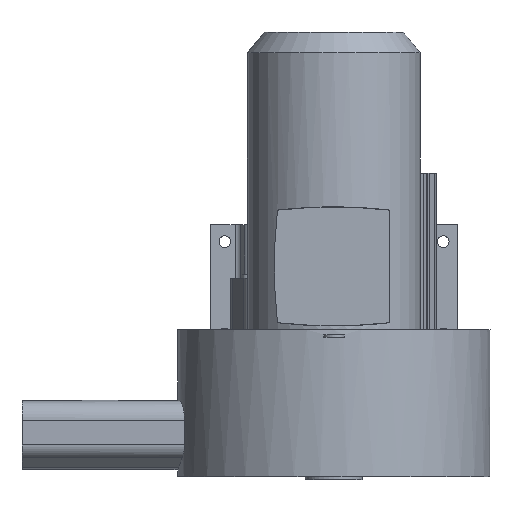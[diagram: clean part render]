
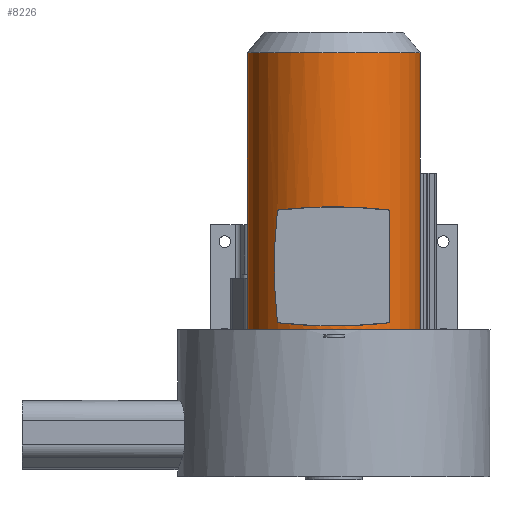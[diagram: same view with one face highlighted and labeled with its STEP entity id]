
A CAD part, front view. The second image highlights one B-rep face of the part: STEP entity #8226.
In plain terms, the highlighted cylindrical face has radius 89 mm (diameter 178 mm), a partial arc.
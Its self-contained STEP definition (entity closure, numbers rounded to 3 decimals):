
#250=CARTESIAN_POINT('',(0.,0.,58.45));
#251=DIRECTION('',(0.,0.,1.));
#252=DIRECTION('',(-1.,0.,0.));
#253=AXIS2_PLACEMENT_3D('',#250,#251,#252);
#2905=DIRECTION('',(0.,0.,1.));
#2906=VECTOR('',#2905,285.3);
#2907=CARTESIAN_POINT('',(89.,0.,58.45));
#2908=LINE('',#2907,#2906);
#2927=CARTESIAN_POINT('',(0.,0.,
343.75));
#2928=DIRECTION('',(0.,0.,1.));
#2929=DIRECTION('',(-1.,0.,0.));
#2930=AXIS2_PLACEMENT_3D('',#2927,#2928,#2929);
#2932=DIRECTION('',(0.,0.,1.));
#2933=VECTOR('',#2932,285.3);
#2934=CARTESIAN_POINT('',(-89.,0.,
58.45));
#2935=LINE('',#2934,#2933);
#2936=CARTESIAN_POINT('',(57.886,-67.603,181.523));
#2937=CARTESIAN_POINT('',(54.353,-70.629,181.935));
#2938=CARTESIAN_POINT('',(46.811,-76.128,182.738));
#2939=CARTESIAN_POINT('',(34.273,-82.533,183.766));
#2940=CARTESIAN_POINT('',(20.981,-86.872,184.509));
#2941=CARTESIAN_POINT('',(7.,-89.094,184.903));
#2942=CARTESIAN_POINT('',(-6.966,-89.096,
184.903));
#2943=CARTESIAN_POINT('',(-20.942,-86.882,
184.51));
#2944=CARTESIAN_POINT('',(-34.247,-82.545,
183.768));
#2945=CARTESIAN_POINT('',(-46.833,-76.121,
182.737));
#2946=CARTESIAN_POINT('',(-54.44,-70.565,
181.926));
#2947=CARTESIAN_POINT('',(-58.009,-67.498,
181.509));
#2949=CARTESIAN_POINT('',(-58.009,-67.498,
181.509));
#2950=CARTESIAN_POINT('',(-59.508,-66.209,
168.677));
#2951=CARTESIAN_POINT('',(-61.508,-64.33,
142.99));
#2952=CARTESIAN_POINT('',(-61.511,-64.327,
104.058));
#2953=CARTESIAN_POINT('',(-59.511,-66.207,
78.343));
#2954=CARTESIAN_POINT('',(-58.009,-67.498,
65.491));
#2956=CARTESIAN_POINT('',(-58.009,-67.498,
65.491));
#2957=CARTESIAN_POINT('',(-54.481,-70.53,
65.079));
#2958=CARTESIAN_POINT('',(-46.947,-76.045,
64.275));
#2959=CARTESIAN_POINT('',(-34.417,-82.473,
63.244));
#2960=CARTESIAN_POINT('',(-21.131,-86.836,
62.498));
#2961=CARTESIAN_POINT('',(-7.151,-89.082,
62.099));
#2962=CARTESIAN_POINT('',(6.819,-89.108,62.095));
#2963=CARTESIAN_POINT('',(20.802,-86.916,62.484));
#2964=CARTESIAN_POINT('',(34.114,-82.6,63.223));
#2965=CARTESIAN_POINT('',(46.706,-76.198,64.251));
#2966=CARTESIAN_POINT('',(54.316,-70.66,65.06));
#2967=CARTESIAN_POINT('',(57.886,-67.603,65.477));
#2969=DIRECTION('',(0.,0.,1.));
#2970=VECTOR('',#2969,116.047);
#2971=CARTESIAN_POINT('',(57.886,-67.603,65.477));
#2972=LINE('',#2971,#2970);
#3622=CARTESIAN_POINT('',(89.,0.,58.45));
#3623=CARTESIAN_POINT('',(-89.,0.,
58.45));
#3624=VERTEX_POINT('',#3622);
#3625=VERTEX_POINT('',#3623);
#3626=CARTESIAN_POINT('',(89.,0.,343.75));
#3627=CARTESIAN_POINT('',(-89.,0.,
343.75));
#3628=VERTEX_POINT('',#3626);
#3629=VERTEX_POINT('',#3627);
#3638=VERTEX_POINT('',#2936);
#3639=VERTEX_POINT('',#2947);
#3640=VERTEX_POINT('',#2954);
#3641=VERTEX_POINT('',#2967);
#8205=CARTESIAN_POINT('',(0.,0.,
58.45));
#8206=DIRECTION('',(0.,0.,1.));
#8207=DIRECTION('',(1.,0.,0.));
#8208=AXIS2_PLACEMENT_3D('',#8205,#8206,#8207);
#8209=CYLINDRICAL_SURFACE('',#8208,89.);
#8210=ORIENTED_EDGE('',*,*,#8199,.T.);
#8211=ORIENTED_EDGE('',*,*,#8161,.F.);
#8212=ORIENTED_EDGE('',*,*,#3864,.F.);
#8213=ORIENTED_EDGE('',*,*,#8158,.T.);
#8214=EDGE_LOOP('',(#8210,#8211,#8212,#8213));
#8215=FACE_OUTER_BOUND('',#8214,.F.);
#8217=ORIENTED_EDGE('',*,*,#8216,.T.);
#8219=ORIENTED_EDGE('',*,*,#8218,.T.);
#8221=ORIENTED_EDGE('',*,*,#8220,.T.);
#8223=ORIENTED_EDGE('',*,*,#8222,.T.);
#8224=EDGE_LOOP('',(#8217,#8219,#8221,#8223));
#8225=FACE_BOUND('',#8224,.F.);
#8226=ADVANCED_FACE('',(#8215,#8225),#8209,.T.);
#254=CIRCLE('',#253,89.);
#2931=CIRCLE('',#2930,89.);
#2948=B_SPLINE_CURVE_WITH_KNOTS('',3,(#2936,#2937,#2938,#2939,#2940,#2941,#2942,
#2943,#2944,#2945,#2946,#2947),.UNSPECIFIED.,.F.,.F.,(4,1,1,1,1,1,1,1,1,4),
(0.,0.111,0.222,0.333,0.444,
0.556,0.667,0.778,0.889,1.),
.UNSPECIFIED.);
#2955=B_SPLINE_CURVE_WITH_KNOTS('',3,(#2949,#2950,#2951,#2952,#2953,#2954),
.UNSPECIFIED.,.F.,.F.,(4,1,1,4),(0.,0.333,0.667,1.),
.UNSPECIFIED.);
#2968=B_SPLINE_CURVE_WITH_KNOTS('',3,(#2956,#2957,#2958,#2959,#2960,#2961,#2962,
#2963,#2964,#2965,#2966,#2967),.UNSPECIFIED.,.F.,.F.,(4,1,1,1,1,1,1,1,1,4),
(0.,0.111,0.222,0.333,0.444,
0.556,0.667,0.778,0.889,1.),
.UNSPECIFIED.);
#3864=EDGE_CURVE('',#3625,#3624,#254,.T.);
#8158=EDGE_CURVE('',#3625,#3629,#2935,.T.);
#8161=EDGE_CURVE('',#3624,#3628,#2908,.T.);
#8199=EDGE_CURVE('',#3629,#3628,#2931,.T.);
#8216=EDGE_CURVE('',#3638,#3639,#2948,.T.);
#8218=EDGE_CURVE('',#3639,#3640,#2955,.T.);
#8220=EDGE_CURVE('',#3640,#3641,#2968,.T.);
#8222=EDGE_CURVE('',#3641,#3638,#2972,.T.);
